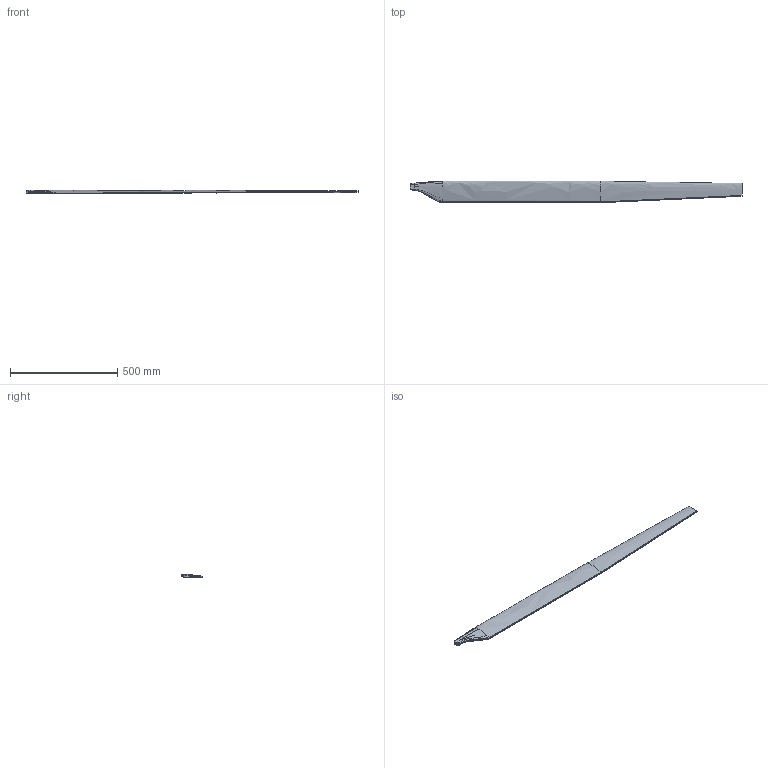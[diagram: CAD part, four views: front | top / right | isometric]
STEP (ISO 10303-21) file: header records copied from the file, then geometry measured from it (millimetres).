
FILE_DESCRIPTION(('CATIA V5 STEP'),'2;1');
FILE_NAME('AREA_Blatt_L.stp','2017-01-13T13:10:56+00:00',('none'),('none'),'CATIA Version 5 Release 21 SP 3 (IN-10)','CATIA V5 STEP AP203','none');
FILE_SCHEMA(('CONFIG_CONTROL_DESIGN'));
Length unit declared in the file: millimetre
Products named in the file (1): Part3
Bounding box: 1551 x 99.96 x 16.38 mm (x, y, z)
Surface area: 280206.8 mm2 (no closed solid volume)
Topology: 0 solids, 1 shells, 102 faces, 252 edges, 149 vertices
Faces by surface type: bspline 79, cylinder 12, plane 11
Entity records: 9405 total; most frequent: CARTESIAN_POINT 7653, ORIENTED_EDGE 489, EDGE_CURVE 250, B_SPLINE_CURVE_WITH_KNOTS 200, VERTEX_POINT 149, ADVANCED_FACE 102, EDGE_LOOP 102, FACE_OUTER_BOUND 102
